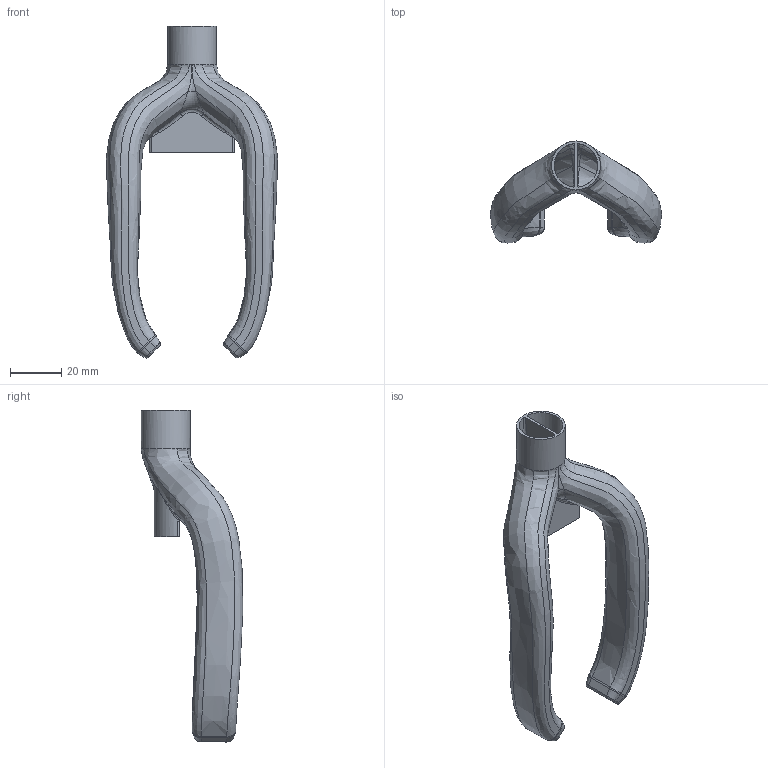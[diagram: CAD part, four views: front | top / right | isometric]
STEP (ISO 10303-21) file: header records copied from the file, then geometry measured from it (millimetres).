
FILE_DESCRIPTION(/* description */ (''),/* implementation_level */ '2;1');
FILE_NAME(/* name */ 'trofencooling.step',/* time_stamp */ '2023-10-04T01:59:14+05:00',/* author */ (''),/* organization */ (''),/* preprocessor_version */ 'ST-DEVELOPER v20',/* originating_system */ 'Autodesk Translation Framework v12.14.0.127',/* authorisation */ '');
FILE_SCHEMA (('AUTOMOTIVE_DESIGN { 1 0 10303 214 3 1 1 }'));
Length unit declared in the file: millimetre
Products named in the file (1): trofencooling
Bounding box: 66.52 x 39.52 x 129.02 mm (x, y, z)
Volume: 16991.9 mm3; surface area: 27343.7 mm2
Topology: 1 solids, 1 shells, 202 faces, 529 edges, 330 vertices
Faces by surface type: bspline 137, plane 24, cylinder 17, cone 16, torus 8
Full cylindrical faces by diameter (mm): 4.7 x2, 19 x1
Entity records: 23559 total; most frequent: CARTESIAN_POINT 19612, ORIENTED_EDGE 1056, EDGE_CURVE 528, DIRECTION 409, B_SPLINE_CURVE_WITH_KNOTS 355, VERTEX_POINT 330, EDGE_LOOP 208, FACE_OUTER_BOUND 202
